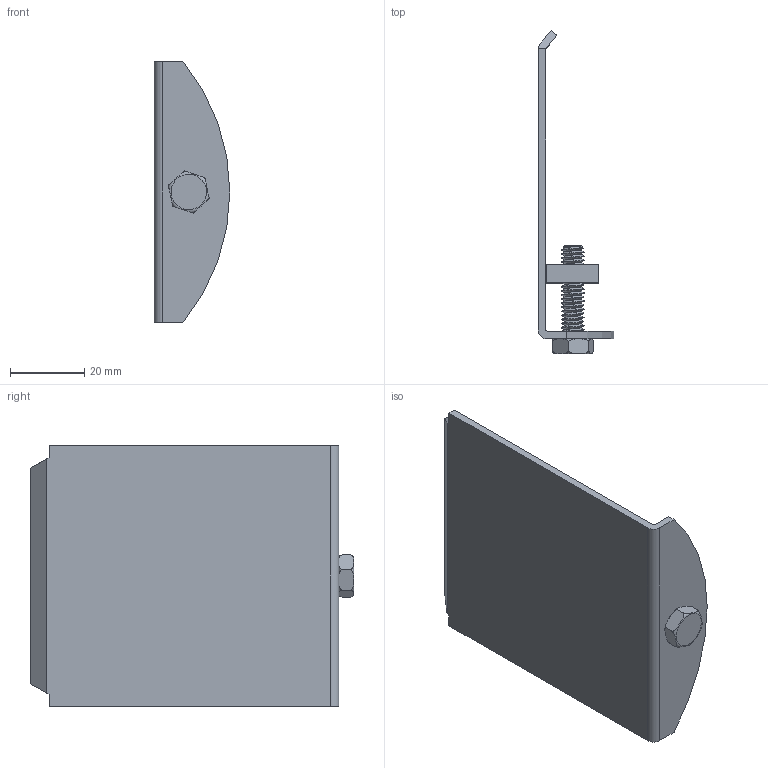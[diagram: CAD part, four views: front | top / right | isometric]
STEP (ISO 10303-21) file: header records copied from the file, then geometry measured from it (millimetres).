
FILE_DESCRIPTION(/* description */ (''),/* implementation_level */ '2;1');
FILE_NAME(/* name */ '8580.stp',/* time_stamp */ '2018-02-15T11:40:39+01:00',/* author */ ('Giuliano'),/* organization */ (''),/* preprocessor_version */ 'ST-DEVELOPER v16.5',/* originating_system */ 'Autodesk Inventor 2017',/* authorisation */ '');
FILE_SCHEMA (('AUTOMOTIVE_DESIGN { 1 0 10303 214 3 1 1 }'));
Length unit declared in the file: millimetre
Products named in the file (1): Pièce1
Bounding box: 20.3 x 86.8 x 70 mm (x, y, z)
Volume: 16997.2 mm3; surface area: 16621.5 mm2
Topology: 1 solids, 1 shells, 43 faces, 109 edges, 71 vertices
Faces by surface type: plane 29, cylinder 9, bspline 2, torus 2, cone 1
Full cylindrical faces by diameter (mm): 6.5 x1
Entity records: 4578 total; most frequent: CARTESIAN_POINT 3536, ORIENTED_EDGE 204, DIRECTION 179, EDGE_CURVE 102, VERTEX_POINT 69, AXIS2_PLACEMENT_3D 62, LINE 55, VECTOR 55
